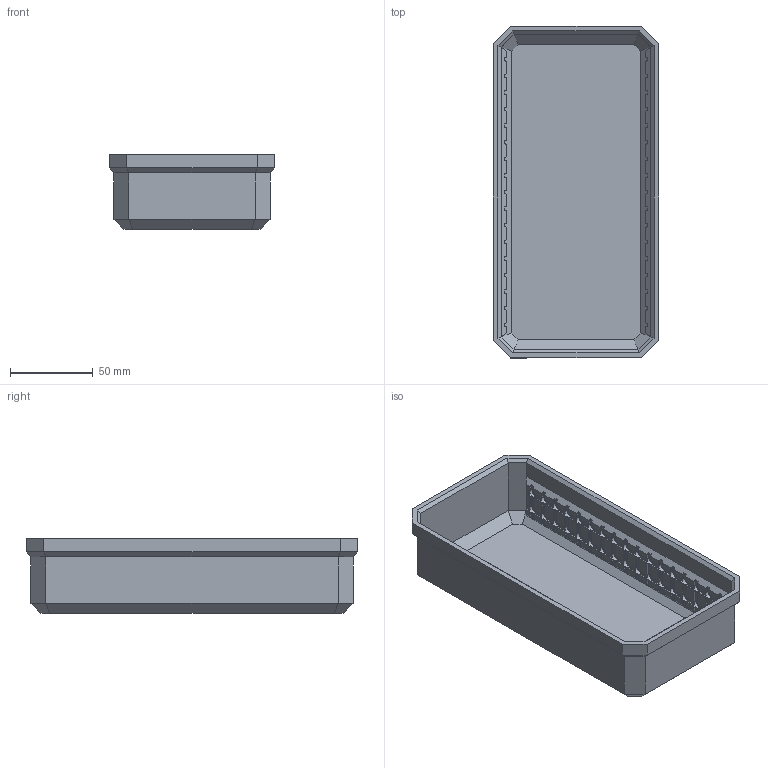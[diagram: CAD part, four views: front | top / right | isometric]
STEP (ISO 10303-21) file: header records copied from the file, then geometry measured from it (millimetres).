
FILE_DESCRIPTION(/* description */ (''),/* implementation_level */ '2;1');
FILE_NAME(/* name */ 'Slim Packout Long Bin Milwaukee Inserts v4.step',/* time_stamp */ '2022-12-30T15:44:09-06:00',/* author */ (''),/* organization */ (''),/* preprocessor_version */ 'ST-DEVELOPER v19.2',/* originating_system */ 'Autodesk Translation Framework v11.17.0.187',/* authorisation */ '');
FILE_SCHEMA (('AUTOMOTIVE_DESIGN { 1 0 10303 214 3 1 1 }'));
Length unit declared in the file: millimetre
Products named in the file (1): Slim Packout Long Bin Milwaukee Inserts
Bounding box: 100 x 200 x 45 mm (x, y, z)
Volume: 117759.7 mm3; surface area: 86646.4 mm2
Topology: 1 solids, 1 shells, 1237 faces, 3662 edges, 2428 vertices
Faces by surface type: plane 821, cylinder 416
Full cylindrical faces by diameter (mm): 4.8 x68
Entity records: 45144 total; most frequent: CARTESIAN_POINT 12224, ORIENTED_EDGE 7324, DIRECTION 6494, EDGE_CURVE 3662, VERTEX_POINT 2428, LINE 2218, VECTOR 2218, AXIS2_PLACEMENT_3D 2138
